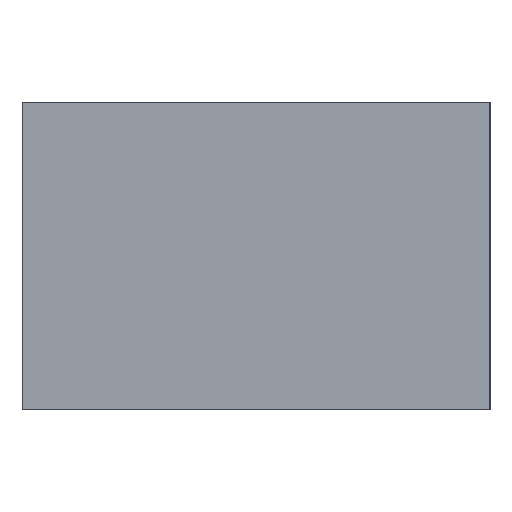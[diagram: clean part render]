
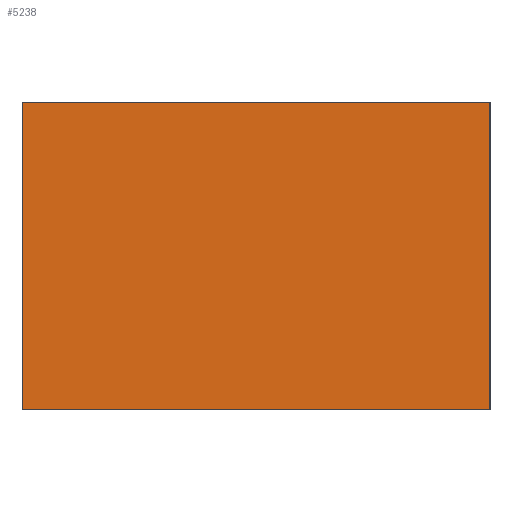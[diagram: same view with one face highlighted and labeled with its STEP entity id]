
A CAD part, left-side view. The second image highlights one B-rep face of the part: STEP entity #5238.
In plain terms, the highlighted planar face has unit normal (-1, 0, 0).
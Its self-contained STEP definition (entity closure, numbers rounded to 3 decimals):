
#24=FACE_OUTER_BOUND('',#286,.T.);
#286=EDGE_LOOP('',(#3419,#3420,#3421,#3422));
#559=LINE('',#7100,#1339);
#560=LINE('',#7102,#1340);
#561=LINE('',#7104,#1341);
#562=LINE('',#7105,#1342);
#1339=VECTOR('',#5791,10.);
#1340=VECTOR('',#5792,10.);
#1341=VECTOR('',#5793,10.);
#1342=VECTOR('',#5794,10.);
#2119=VERTEX_POINT('',#7098);
#2120=VERTEX_POINT('',#7099);
#2121=VERTEX_POINT('',#7101);
#2122=VERTEX_POINT('',#7103);
#2639=EDGE_CURVE('',#2119,#2120,#559,.T.);
#2640=EDGE_CURVE('',#2120,#2121,#560,.T.);
#2641=EDGE_CURVE('',#2121,#2122,#561,.T.);
#2642=EDGE_CURVE('',#2119,#2122,#562,.T.);
#3419=ORIENTED_EDGE('',*,*,#2639,.T.);
#3420=ORIENTED_EDGE('',*,*,#2640,.T.);
#3421=ORIENTED_EDGE('',*,*,#2641,.T.);
#3422=ORIENTED_EDGE('',*,*,#2642,.F.);
#4976=PLANE('',#5520);
#5238=ADVANCED_FACE('',(#24),#4976,.T.);
#5520=AXIS2_PLACEMENT_3D('',#7097,#5789,#5790);
#5789=DIRECTION('center_axis',(-1.,0.,0.));
#5790=DIRECTION('ref_axis',(0.,0.,1.));
#5791=DIRECTION('',(0.,0.,-1.));
#5792=DIRECTION('',(0.,-1.,0.));
#5793=DIRECTION('',(0.,0.,1.));
#5794=DIRECTION('',(0.,-1.,0.));
#7097=CARTESIAN_POINT('Origin',(1.678,21.576,25.));
#7098=CARTESIAN_POINT('',(1.678,21.576,25.));
#7099=CARTESIAN_POINT('',(1.678,21.576,0.));
#7100=CARTESIAN_POINT('',(1.678,21.576,25.));
#7101=CARTESIAN_POINT('',(1.678,-16.424,0.));
#7102=CARTESIAN_POINT('',(1.678,21.576,0.));
#7103=CARTESIAN_POINT('',(1.678,-16.424,25.));
#7104=CARTESIAN_POINT('',(1.678,-16.424,0.));
#7105=CARTESIAN_POINT('',(1.678,21.576,25.));
